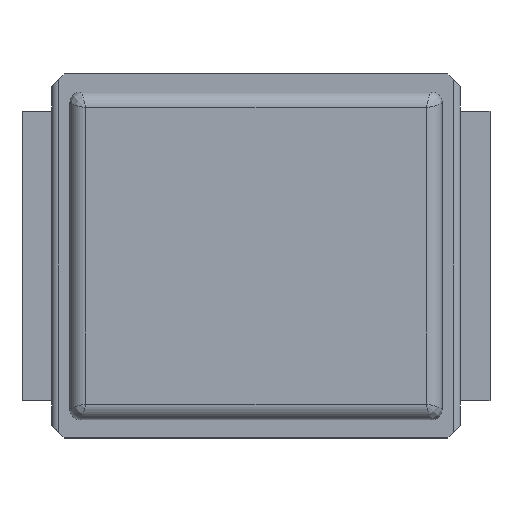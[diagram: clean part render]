
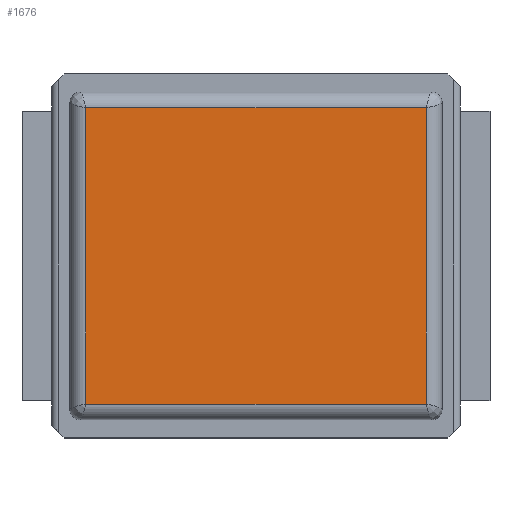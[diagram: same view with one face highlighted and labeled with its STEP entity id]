
A CAD part, top view. The second image highlights one B-rep face of the part: STEP entity #1676.
In plain terms, the highlighted planar face has unit normal (0, 0, 1).
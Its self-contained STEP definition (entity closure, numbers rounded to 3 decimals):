
#12=DIRECTION('',(0.,0.,1.));
#65=VECTOR('',#66,1.);
#66=DIRECTION('',(0.,1.,0.));
#80=DIRECTION('',(1.,0.,0.));
#119=VECTOR('',#80,1.);
#630=VECTOR('',#631,1.);
#631=DIRECTION('',(-0.,-1.,-0.));
#728=VECTOR('',#729,1.);
#729=DIRECTION('',(-1.,-0.,-0.));
#1009=VERTEX_POINT('',#1010);
#1010=CARTESIAN_POINT('',(2.294,1.994,0.65));
#1020=VERTEX_POINT('',#1021);
#1021=CARTESIAN_POINT('',(2.294,-1.994,0.65));
#1027=ORIENTED_EDGE('',*,*,#1028,.F.);
#1028=EDGE_CURVE('',#1009,#1020,#1029,.T.);
#1029=LINE('',#1030,#630);
#1030=CARTESIAN_POINT('',(2.294,2.068,0.65));
#1087=VERTEX_POINT('',#1088);
#1088=CARTESIAN_POINT('',(-2.294,1.994,0.65));
#1094=ORIENTED_EDGE('',*,*,#1095,.F.);
#1095=EDGE_CURVE('',#1087,#1009,#1096,.T.);
#1096=LINE('',#1097,#119);
#1097=CARTESIAN_POINT('',(-2.368,1.994,0.65));
#1159=VERTEX_POINT('',#1160);
#1160=CARTESIAN_POINT('',(-2.294,-1.994,0.65));
#1169=ORIENTED_EDGE('',*,*,#1170,.F.);
#1170=EDGE_CURVE('',#1159,#1087,#1171,.T.);
#1171=LINE('',#1172,#65);
#1172=CARTESIAN_POINT('',(-2.294,-2.068,0.65));
#1237=ORIENTED_EDGE('',*,*,#1238,.F.);
#1238=EDGE_CURVE('',#1020,#1159,#1239,.T.);
#1239=LINE('',#1240,#728);
#1240=CARTESIAN_POINT('',(2.368,-1.994,0.65));
#1676=ADVANCED_FACE('',(#1677),#1679,.T.);
#1677=FACE_BOUND('',#1678,.T.);
#1678=EDGE_LOOP('',(#1094,#1169,#1237,#1027));
#1679=PLANE('',#1680);
#1680=AXIS2_PLACEMENT_3D('',#1681,#12,#80);
#1681=CARTESIAN_POINT('',(-2.505,-2.205,0.65));
